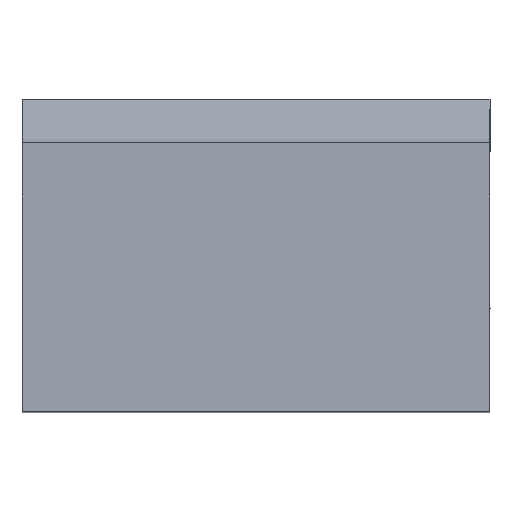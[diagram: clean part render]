
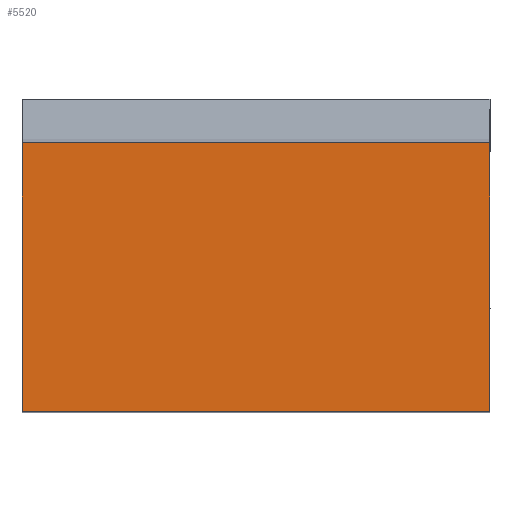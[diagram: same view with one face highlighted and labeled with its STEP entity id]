
A CAD part, top view. The second image highlights one B-rep face of the part: STEP entity #5520.
In plain terms, the highlighted face is planar.
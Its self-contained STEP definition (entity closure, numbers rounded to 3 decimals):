
#110=CARTESIAN_POINT('',(2.29,-7.512,2.5));
#120=VERTEX_POINT('',#110);
#410=CARTESIAN_POINT('',(-4.143,-7.512,2.5));
#420=VERTEX_POINT('',#410);
#450=CARTESIAN_POINT('',(0.,-7.512,2.5));
#460=DIRECTION('',(-1.,0.,0.));
#470=VECTOR('',#460,1.);
#480=LINE('',#450,#470);
#490=EDGE_CURVE('',#120,#420,#480,.T.);
#4580=CARTESIAN_POINT('',(2.29,-7.512,-8.7));
#4590=VERTEX_POINT('',#4580);
#4640=CARTESIAN_POINT('',(2.29,-7.512,0.));
#4650=DIRECTION('',(0.,0.,-1.));
#4660=VECTOR('',#4650,1.);
#4670=LINE('',#4640,#4660);
#4680=EDGE_CURVE('',#120,#4590,#4670,.T.);
#5290=CARTESIAN_POINT('',(-4.143,-7.512,0.));
#5300=DIRECTION('',(-0.,1.,0.));
#5310=DIRECTION('',(1.,0.,0.));
#5320=AXIS2_PLACEMENT_3D('',#5290,#5300,#5310);
#5330=PLANE('',#5320);
#5340=ORIENTED_EDGE('',*,*,#4680,.T.);
#5350=ORIENTED_EDGE('',*,*,#490,.F.);
#5360=CARTESIAN_POINT('',(-4.143,-7.512,0.));
#5370=DIRECTION('',(0.,0.,-1.));
#5380=VECTOR('',#5370,1.);
#5390=LINE('',#5360,#5380);
#5400=CARTESIAN_POINT('',(-4.143,-7.512,-8.7));
#5410=VERTEX_POINT('',#5400);
#5420=EDGE_CURVE('',#420,#5410,#5390,.T.);
#5430=ORIENTED_EDGE('',*,*,#5420,.F.);
#5440=CARTESIAN_POINT('',(0.,-7.512,-8.7));
#5450=DIRECTION('',(-1.,0.,0.));
#5460=VECTOR('',#5450,1.);
#5470=LINE('',#5440,#5460);
#5480=EDGE_CURVE('',#4590,#5410,#5470,.T.);
#5490=ORIENTED_EDGE('',*,*,#5480,.T.);
#5500=EDGE_LOOP('',(#5490,#5430,#5350,#5340));
#5510=FACE_OUTER_BOUND('',#5500,.T.);
#5520=ADVANCED_FACE('',(#5510),#5330,.T.);
